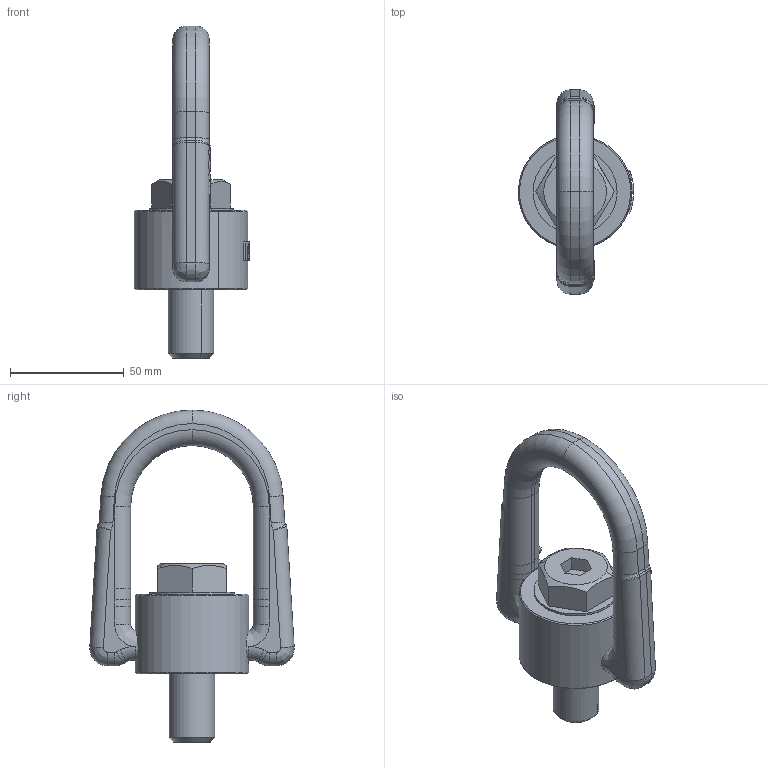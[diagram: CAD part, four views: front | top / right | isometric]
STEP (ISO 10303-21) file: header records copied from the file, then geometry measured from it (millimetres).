
FILE_DESCRIPTION(('CATIA V5 STEP Exchange'),'2;1');
FILE_NAME('8-231-030.stp','2016-03-29T06:07:45+00:00',('none'),('none'),'CATIA Version 5 Release 21 GA (IN-10)','CATIA V5 STEP AP203','none');
FILE_SCHEMA(('CONFIG_CONTROL_DESIGN'));
Length unit declared in the file: millimetre
Products named in the file (1): 8-231-030
Bounding box: 50.79 x 89.97 x 146.19 mm (x, y, z)
Volume: 141418 mm3; surface area: 25737.2 mm2
Topology: 1 solids, 1 shells, 410 faces, 1135 edges, 732 vertices
Faces by surface type: plane 293, cylinder 69, torus 20, bspline 12, cone 8, extrusion 4, revolution 4
Entity records: 14350 total; most frequent: CARTESIAN_POINT 4989, ORIENTED_EDGE 2262, DIRECTION 1388, EDGE_CURVE 1131, VERTEX_POINT 732, VECTOR 570, LINE 566, AXIS2_PLACEMENT_3D 482
